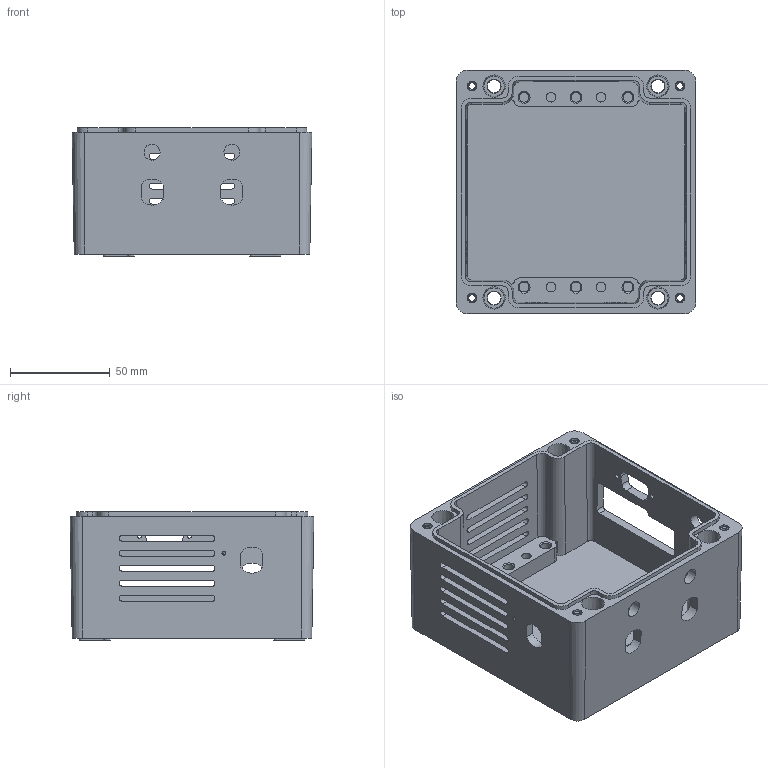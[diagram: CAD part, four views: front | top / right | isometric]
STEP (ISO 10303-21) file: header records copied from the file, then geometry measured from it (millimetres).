
FILE_DESCRIPTION(('FreeCAD Model'),'2;1');
FILE_NAME('Box_with_Vents_Mod.step', '2020-01-05T14:28:05',('Author'),(''), 'Open CASCADE STEP processor 7.3','FreeCAD','Unknown');
FILE_SCHEMA(('AUTOMOTIVE_DESIGN { 1 0 10303 214 1 1 1 1 }'));
Length unit declared in the file: millimetre
Products named in the file (1): Box_open
Bounding box: 120 x 122 x 64.1 mm (x, y, z)
Volume: 214294.8 mm3; surface area: 95516.6 mm2
Topology: 1 solids, 1 shells, 261 faces, 679 edges, 448 vertices
Faces by surface type: plane 120, cylinder 86, cone 55
Full cylindrical faces by diameter (mm): 2 x1, 2.21 x2, 3.242 x4, 4.8 x4, 4.917 x6, 8 x3
Entity records: 8162 total; most frequent: CARTESIAN_POINT 1446, DIRECTION 1423, ORIENTED_EDGE 1356, EDGE_CURVE 678, AXIS2_PLACEMENT_3D 533, VERTEX_POINT 448, LINE 357, VECTOR 357
